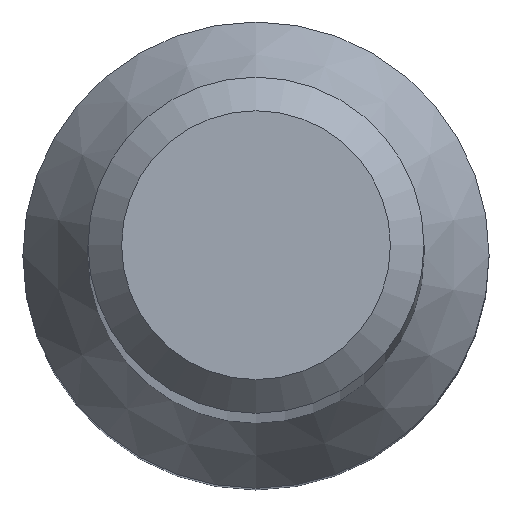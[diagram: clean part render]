
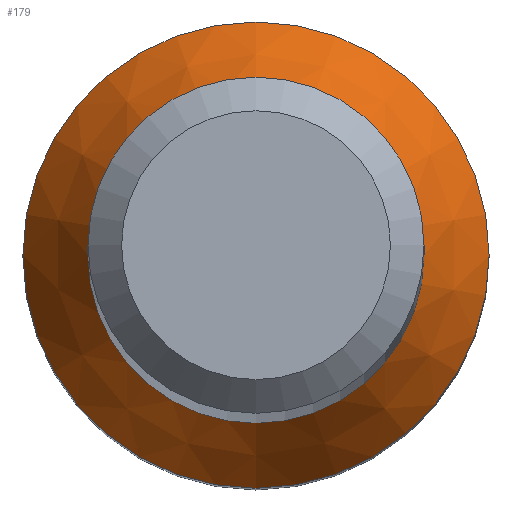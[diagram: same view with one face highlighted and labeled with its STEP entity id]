
A CAD part, top view. The second image highlights one B-rep face of the part: STEP entity #179.
In plain terms, the highlighted conical face has half-angle 30 degrees and reference radius 2.775 mm.
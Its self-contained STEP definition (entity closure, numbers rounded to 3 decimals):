
#8 = VERTEX_POINT ( 'NONE', #121 ) ;
#10 = ORIENTED_EDGE ( 'NONE', *, *, #139, .F. ) ;
#12 = CIRCLE ( 'NONE', #135, 2.775 ) ;
#21 = CONICAL_SURFACE ( 'NONE', #65, 2.775, 0.524 ) ;
#31 = CARTESIAN_POINT ( 'NONE',  ( 0., 0., 12. ) ) ;
#34 = DIRECTION ( 'NONE',  ( 0., 1., 0. ) ) ;
#55 = FACE_BOUND ( 'NONE', #242, .T. ) ;
#63 = AXIS2_PLACEMENT_3D ( 'NONE', #243, #131, #208 ) ;
#65 = AXIS2_PLACEMENT_3D ( 'NONE', #31, #90, #34 ) ;
#74 = FACE_OUTER_BOUND ( 'NONE', #187, .T. ) ;
#76 = CARTESIAN_POINT ( 'NONE',  ( 0., 2.775, 12. ) ) ;
#80 = CARTESIAN_POINT ( 'NONE',  ( 0., 0., 12. ) ) ;
#82 = EDGE_CURVE ( 'NONE', #8, #8, #171, .T. ) ;
#90 = DIRECTION ( 'NONE',  ( 0., 0., -1. ) ) ;
#121 = CARTESIAN_POINT ( 'NONE',  ( 0., 2., 13.342 ) ) ;
#131 = DIRECTION ( 'NONE',  ( 0., 0., -1. ) ) ;
#132 = VERTEX_POINT ( 'NONE', #76 ) ;
#134 = DIRECTION ( 'NONE',  ( 0., 0., -1. ) ) ;
#135 = AXIS2_PLACEMENT_3D ( 'NONE', #80, #134, #209 ) ;
#139 = EDGE_CURVE ( 'NONE', #132, #132, #12, .T. ) ;
#149 = ORIENTED_EDGE ( 'NONE', *, *, #82, .T. ) ;
#171 = CIRCLE ( 'NONE', #63, 2. ) ;
#179 = ADVANCED_FACE ( 'NONE', ( #55, #74 ), #21, .T. ) ;
#187 = EDGE_LOOP ( 'NONE', ( #10 ) ) ;
#208 = DIRECTION ( 'NONE',  ( 0., 1., 0. ) ) ;
#209 = DIRECTION ( 'NONE',  ( 0., 1., 0. ) ) ;
#242 = EDGE_LOOP ( 'NONE', ( #149 ) ) ;
#243 = CARTESIAN_POINT ( 'NONE',  ( 0., 0., 13.342 ) ) ;
